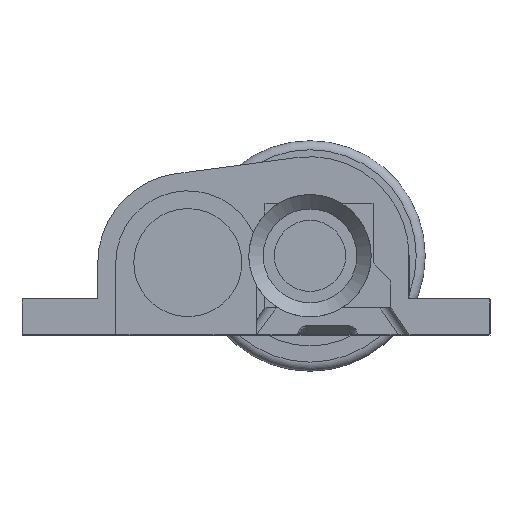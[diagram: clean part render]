
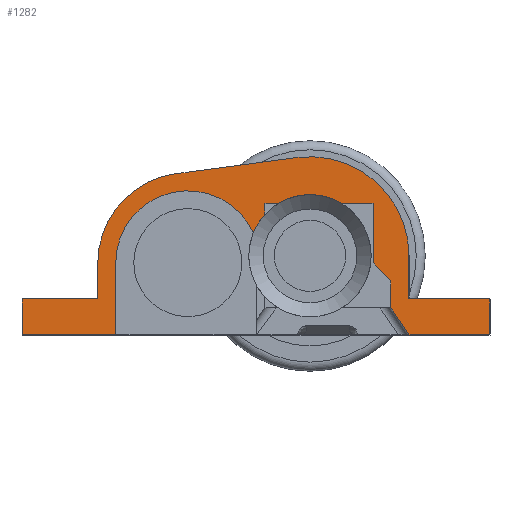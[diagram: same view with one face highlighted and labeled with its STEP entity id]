
A CAD part, top view. The second image highlights one B-rep face of the part: STEP entity #1282.
In plain terms, the highlighted planar face has unit normal (0, 0, 1).
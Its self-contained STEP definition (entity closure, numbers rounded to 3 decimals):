
#81=CIRCLE('',#1393,3.4);
#83=CIRCLE('',#1395,3.4);
#85=CIRCLE('',#1402,4.);
#88=CIRCLE('',#1408,5.);
#90=CIRCLE('',#1412,5.5);
#162=PLANE('',#1447);
#226=FACE_OUTER_BOUND('',#308,.T.);
#308=EDGE_LOOP('',(#1140,#1141,#1142,#1143,#1144,#1145,#1146,#1147,#1148,
#1149,#1150,#1151,#1152,#1153,#1154,#1155,#1156,#1157,#1158,#1159,#1160,
#1161));
#357=LINE('',#2115,#467);
#362=LINE('',#2140,#472);
#367=LINE('',#2154,#477);
#375=LINE('',#2213,#485);
#381=LINE('',#2227,#491);
#395=LINE('',#2270,#505);
#399=LINE('',#2284,#509);
#402=LINE('',#2292,#512);
#406=LINE('',#2304,#516);
#410=LINE('',#2316,#520);
#413=LINE('',#2322,#523);
#417=LINE('',#2334,#527);
#420=LINE('',#2340,#530);
#426=LINE('',#2370,#536);
#429=LINE('',#2377,#539);
#430=LINE('',#2379,#540);
#431=LINE('',#2381,#541);
#467=VECTOR('',#1545,10.);
#472=VECTOR('',#1550,10.);
#477=VECTOR('',#1567,10.);
#485=VECTOR('',#1599,10.);
#491=VECTOR('',#1613,10.);
#505=VECTOR('',#1653,10.);
#509=VECTOR('',#1669,10.);
#512=VECTOR('',#1676,10.);
#516=VECTOR('',#1688,10.);
#520=VECTOR('',#1700,10.);
#523=VECTOR('',#1705,10.);
#527=VECTOR('',#1721,10.);
#530=VECTOR('',#1730,10.);
#536=VECTOR('',#1768,10.);
#539=VECTOR('',#1777,10.);
#540=VECTOR('',#1780,10.);
#541=VECTOR('',#1783,10.);
#586=VERTEX_POINT('',#2112);
#587=VERTEX_POINT('',#2114);
#592=VERTEX_POINT('',#2137);
#593=VERTEX_POINT('',#2139);
#596=VERTEX_POINT('',#2153);
#608=VERTEX_POINT('',#2210);
#609=VERTEX_POINT('',#2212);
#622=VERTEX_POINT('',#2249);
#623=VERTEX_POINT('',#2251);
#626=VERTEX_POINT('',#2257);
#627=VERTEX_POINT('',#2259);
#629=VERTEX_POINT('',#2268);
#632=VERTEX_POINT('',#2281);
#633=VERTEX_POINT('',#2283);
#636=VERTEX_POINT('',#2291);
#638=VERTEX_POINT('',#2297);
#640=VERTEX_POINT('',#2303);
#642=VERTEX_POINT('',#2309);
#644=VERTEX_POINT('',#2315);
#646=VERTEX_POINT('',#2321);
#656=VERTEX_POINT('',#2368);
#657=VERTEX_POINT('',#2375);
#712=EDGE_CURVE('',#587,#586,#357,.T.);
#718=EDGE_CURVE('',#593,#592,#362,.T.);
#725=EDGE_CURVE('',#596,#593,#367,.T.);
#741=EDGE_CURVE('',#609,#608,#375,.T.);
#749=EDGE_CURVE('',#596,#608,#381,.T.);
#762=EDGE_CURVE('',#622,#623,#81,.T.);
#766=EDGE_CURVE('',#626,#627,#83,.T.);
#772=EDGE_CURVE('',#629,#586,#395,.T.);
#775=EDGE_CURVE('',#627,#629,#85,.T.);
#778=EDGE_CURVE('',#632,#633,#399,.T.);
#782=EDGE_CURVE('',#633,#636,#402,.T.);
#785=EDGE_CURVE('',#636,#638,#88,.T.);
#788=EDGE_CURVE('',#638,#640,#406,.T.);
#791=EDGE_CURVE('',#640,#642,#90,.T.);
#794=EDGE_CURVE('',#642,#644,#410,.T.);
#797=EDGE_CURVE('',#644,#646,#413,.T.);
#805=EDGE_CURVE('',#646,#592,#417,.T.);
#808=EDGE_CURVE('',#632,#587,#420,.T.);
#821=EDGE_CURVE('',#656,#626,#426,.T.);
#824=EDGE_CURVE('',#657,#622,#429,.T.);
#825=EDGE_CURVE('',#609,#657,#430,.T.);
#826=EDGE_CURVE('',#623,#656,#431,.T.);
#1140=ORIENTED_EDGE('',*,*,#772,.F.);
#1141=ORIENTED_EDGE('',*,*,#775,.F.);
#1142=ORIENTED_EDGE('',*,*,#766,.F.);
#1143=ORIENTED_EDGE('',*,*,#821,.F.);
#1144=ORIENTED_EDGE('',*,*,#826,.F.);
#1145=ORIENTED_EDGE('',*,*,#762,.F.);
#1146=ORIENTED_EDGE('',*,*,#824,.F.);
#1147=ORIENTED_EDGE('',*,*,#825,.F.);
#1148=ORIENTED_EDGE('',*,*,#741,.T.);
#1149=ORIENTED_EDGE('',*,*,#749,.F.);
#1150=ORIENTED_EDGE('',*,*,#725,.T.);
#1151=ORIENTED_EDGE('',*,*,#718,.T.);
#1152=ORIENTED_EDGE('',*,*,#805,.F.);
#1153=ORIENTED_EDGE('',*,*,#797,.F.);
#1154=ORIENTED_EDGE('',*,*,#794,.F.);
#1155=ORIENTED_EDGE('',*,*,#791,.F.);
#1156=ORIENTED_EDGE('',*,*,#788,.F.);
#1157=ORIENTED_EDGE('',*,*,#785,.F.);
#1158=ORIENTED_EDGE('',*,*,#782,.F.);
#1159=ORIENTED_EDGE('',*,*,#778,.F.);
#1160=ORIENTED_EDGE('',*,*,#808,.T.);
#1161=ORIENTED_EDGE('',*,*,#712,.T.);
#1282=ADVANCED_FACE('',(#226),#162,.T.);
#1393=AXIS2_PLACEMENT_3D('',#2252,#1636,#1637);
#1395=AXIS2_PLACEMENT_3D('',#2260,#1642,#1643);
#1402=AXIS2_PLACEMENT_3D('',#2276,#1663,#1664);
#1408=AXIS2_PLACEMENT_3D('',#2298,#1682,#1683);
#1412=AXIS2_PLACEMENT_3D('',#2310,#1694,#1695);
#1447=AXIS2_PLACEMENT_3D('',#2385,#1789,#1790);
#1545=DIRECTION('',(1.,0.,0.));
#1550=DIRECTION('',(1.,0.,0.));
#1567=DIRECTION('',(0.555,-0.832,0.));
#1599=DIRECTION('',(0.707,-0.707,0.));
#1613=DIRECTION('',(0.,1.,0.));
#1636=DIRECTION('center_axis',(0.,0.,1.));
#1637=DIRECTION('ref_axis',(-1.,0.,0.));
#1642=DIRECTION('center_axis',(0.,0.,1.));
#1643=DIRECTION('ref_axis',(-1.,0.,0.));
#1653=DIRECTION('',(0.,-1.,0.));
#1663=DIRECTION('center_axis',(0.,0.,1.));
#1664=DIRECTION('ref_axis',(-1.,0.,0.));
#1669=DIRECTION('',(1.,0.,0.));
#1676=DIRECTION('',(0.,1.,0.));
#1682=DIRECTION('center_axis',(0.,0.,-1.));
#1683=DIRECTION('ref_axis',(1.,0.,0.));
#1688=DIRECTION('',(0.991,0.132,0.));
#1694=DIRECTION('center_axis',(0.,0.,-1.));
#1695=DIRECTION('ref_axis',(1.,0.,0.));
#1700=DIRECTION('',(0.,-1.,0.));
#1705=DIRECTION('',(1.,0.,0.));
#1721=DIRECTION('',(0.,-1.,0.));
#1730=DIRECTION('',(0.,-1.,0.));
#1768=DIRECTION('',(0.,-1.,0.));
#1777=DIRECTION('',(-1.,0.,0.));
#1780=DIRECTION('',(0.,1.,0.));
#1783=DIRECTION('',(-1.,0.,0.));
#1789=DIRECTION('center_axis',(0.,0.,1.));
#1790=DIRECTION('ref_axis',(1.,0.,0.));
#2112=CARTESIAN_POINT('',(-4.,0.,0.));
#2114=CARTESIAN_POINT('',(-9.212,0.,0.));
#2115=CARTESIAN_POINT('',(-9.212,0.,0.));
#2137=CARTESIAN_POINT('',(16.788,0.,0.));
#2139=CARTESIAN_POINT('',(12.288,0.,0.));
#2140=CARTESIAN_POINT('',(-4.,0.,0.));
#2153=CARTESIAN_POINT('',(11.288,1.5,0.));
#2154=CARTESIAN_POINT('',(9.731,3.835,0.));
#2210=CARTESIAN_POINT('',(11.288,3.,0.));
#2212=CARTESIAN_POINT('',(10.288,4.,0.));
#2213=CARTESIAN_POINT('',(8.965,5.324,0.));
#2227=CARTESIAN_POINT('',(11.288,2.7,0.));
#2249=CARTESIAN_POINT('',(8.563,7.3,0.));
#2251=CARTESIAN_POINT('',(5.013,7.3,0.));
#2252=CARTESIAN_POINT('Origin',(6.788,4.4,0.));
#2257=CARTESIAN_POINT('',(4.288,6.704,0.));
#2259=CARTESIAN_POINT('',(3.635,5.67,0.));
#2260=CARTESIAN_POINT('Origin',(6.788,4.4,0.));
#2268=CARTESIAN_POINT('',(-4.,4.,0.));
#2270=CARTESIAN_POINT('',(-4.,4.7,0.));
#2276=CARTESIAN_POINT('Origin',(0.,4.,0.));
#2281=CARTESIAN_POINT('',(-9.212,2.,0.));
#2283=CARTESIAN_POINT('',(-5.,2.,0.));
#2284=CARTESIAN_POINT('',(0.197,2.,0.));
#2291=CARTESIAN_POINT('',(-5.,4.,0.));
#2292=CARTESIAN_POINT('',(-5.,4.7,0.));
#2297=CARTESIAN_POINT('',(-0.66,8.956,0.));
#2298=CARTESIAN_POINT('Origin',(0.,4.,0.));
#2303=CARTESIAN_POINT('',(6.062,9.852,0.));
#2304=CARTESIAN_POINT('',(5.442,9.769,0.));
#2309=CARTESIAN_POINT('',(12.288,4.4,0.));
#2310=CARTESIAN_POINT('Origin',(6.788,4.4,0.));
#2315=CARTESIAN_POINT('',(12.288,2.,0.));
#2316=CARTESIAN_POINT('',(12.288,3.7,0.));
#2321=CARTESIAN_POINT('',(16.788,2.,0.));
#2322=CARTESIAN_POINT('',(11.091,2.,0.));
#2334=CARTESIAN_POINT('',(16.788,10.8,0.));
#2340=CARTESIAN_POINT('',(-9.212,10.8,0.));
#2368=CARTESIAN_POINT('',(4.288,7.3,0.));
#2370=CARTESIAN_POINT('',(4.288,6.35,0.));
#2375=CARTESIAN_POINT('',(10.288,7.3,0.));
#2377=CARTESIAN_POINT('',(7.841,7.3,0.));
#2379=CARTESIAN_POINT('',(10.288,4.7,0.));
#2381=CARTESIAN_POINT('',(7.841,7.3,0.));
#2385=CARTESIAN_POINT('Origin',(5.394,5.4,0.));
